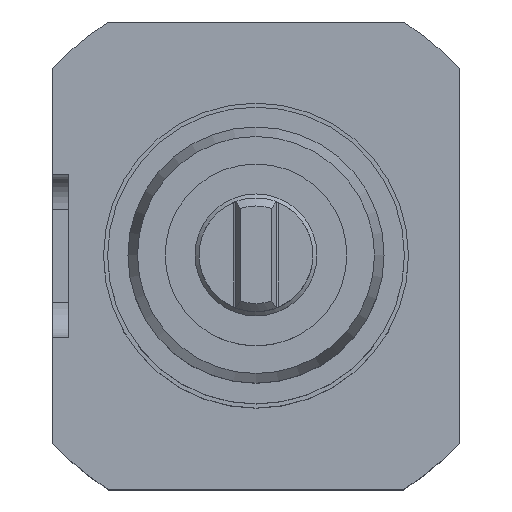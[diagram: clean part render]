
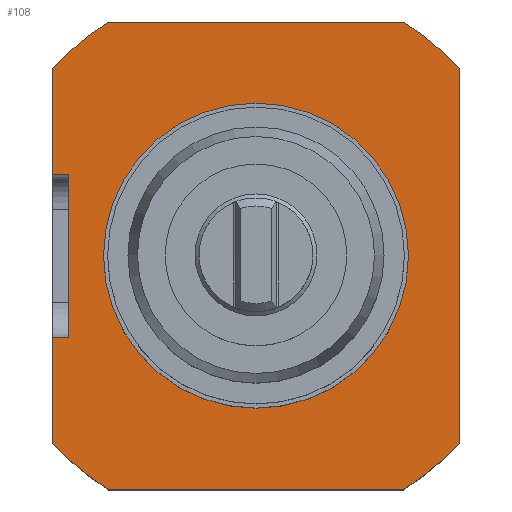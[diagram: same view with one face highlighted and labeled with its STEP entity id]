
A CAD part, top view. The second image highlights one B-rep face of the part: STEP entity #108.
In plain terms, the highlighted planar face has unit normal (0, 0, 1).
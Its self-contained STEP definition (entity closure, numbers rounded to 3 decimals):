
#108=ADVANCED_FACE('',(#294,#295),#169,.F.);
#169=PLANE('',#958);
#198=LINE('',#1369,#246);
#199=LINE('',#1372,#247);
#200=LINE('',#1376,#248);
#201=LINE('',#1380,#249);
#202=LINE('',#1384,#250);
#203=LINE('',#1388,#251);
#204=LINE('',#1390,#252);
#205=LINE('',#1392,#253);
#246=VECTOR('',#1080,1.);
#247=VECTOR('',#1081,1.);
#248=VECTOR('',#1084,1.);
#249=VECTOR('',#1087,1.);
#250=VECTOR('',#1090,1.);
#251=VECTOR('',#1093,1.);
#252=VECTOR('',#1094,1.);
#253=VECTOR('',#1095,1.);
#294=FACE_BOUND('',#352,.T.);
#295=FACE_BOUND('',#353,.T.);
#352=EDGE_LOOP('',(#442));
#353=EDGE_LOOP('',(#443,#444,#445,#446,#447,#448,#449,#450,#451,#452,#453,
#454));
#442=ORIENTED_EDGE('',*,*,#751,.F.);
#443=ORIENTED_EDGE('',*,*,#752,.T.);
#444=ORIENTED_EDGE('',*,*,#753,.F.);
#445=ORIENTED_EDGE('',*,*,#754,.F.);
#446=ORIENTED_EDGE('',*,*,#755,.F.);
#447=ORIENTED_EDGE('',*,*,#756,.F.);
#448=ORIENTED_EDGE('',*,*,#757,.F.);
#449=ORIENTED_EDGE('',*,*,#758,.F.);
#450=ORIENTED_EDGE('',*,*,#759,.F.);
#451=ORIENTED_EDGE('',*,*,#760,.F.);
#452=ORIENTED_EDGE('',*,*,#761,.F.);
#453=ORIENTED_EDGE('',*,*,#762,.F.);
#454=ORIENTED_EDGE('',*,*,#763,.T.);
#668=VERTEX_POINT('',#1368);
#669=VERTEX_POINT('',#1370);
#670=VERTEX_POINT('',#1371);
#671=VERTEX_POINT('',#1373);
#672=VERTEX_POINT('',#1375);
#673=VERTEX_POINT('',#1377);
#674=VERTEX_POINT('',#1379);
#675=VERTEX_POINT('',#1381);
#676=VERTEX_POINT('',#1383);
#677=VERTEX_POINT('',#1385);
#678=VERTEX_POINT('',#1387);
#679=VERTEX_POINT('',#1389);
#680=VERTEX_POINT('',#1391);
#751=EDGE_CURVE('',#668,#668,#864,.T.);
#752=EDGE_CURVE('',#669,#670,#198,.T.);
#753=EDGE_CURVE('',#671,#670,#199,.T.);
#754=EDGE_CURVE('',#672,#671,#865,.T.);
#755=EDGE_CURVE('',#673,#672,#200,.T.);
#756=EDGE_CURVE('',#674,#673,#866,.T.);
#757=EDGE_CURVE('',#675,#674,#201,.T.);
#758=EDGE_CURVE('',#676,#675,#867,.T.);
#759=EDGE_CURVE('',#677,#676,#202,.T.);
#760=EDGE_CURVE('',#678,#677,#868,.T.);
#761=EDGE_CURVE('',#679,#678,#203,.T.);
#762=EDGE_CURVE('',#680,#679,#204,.T.);
#763=EDGE_CURVE('',#680,#669,#205,.T.);
#864=CIRCLE('',#953,37.5);
#865=CIRCLE('',#954,68.);
#866=CIRCLE('',#955,68.);
#867=CIRCLE('',#956,68.);
#868=CIRCLE('',#957,68.);
#953=AXIS2_PLACEMENT_3D('',#1367,#1078,#1079);
#954=AXIS2_PLACEMENT_3D('',#1374,#1082,#1083);
#955=AXIS2_PLACEMENT_3D('',#1378,#1085,#1086);
#956=AXIS2_PLACEMENT_3D('',#1382,#1088,#1089);
#957=AXIS2_PLACEMENT_3D('',#1386,#1091,#1092);
#958=AXIS2_PLACEMENT_3D('',#1393,#1096,#1097);
#1078=DIRECTION('',(0.,0.,1.));
#1079=DIRECTION('',(-1.,0.,0.));
#1080=DIRECTION('',(-1.,0.,0.));
#1081=DIRECTION('',(0.,1.,0.));
#1082=DIRECTION('',(0.,0.,-1.));
#1083=DIRECTION('',(1.,0.,0.));
#1084=DIRECTION('',(-1.,0.,0.));
#1085=DIRECTION('',(0.,0.,-1.));
#1086=DIRECTION('',(1.,0.,0.));
#1087=DIRECTION('',(0.,-1.,0.));
#1088=DIRECTION('',(0.,0.,-1.));
#1089=DIRECTION('',(1.,0.,0.));
#1090=DIRECTION('',(1.,0.,0.));
#1091=DIRECTION('',(0.,0.,-1.));
#1092=DIRECTION('',(1.,0.,0.));
#1093=DIRECTION('',(0.,1.,0.));
#1094=DIRECTION('',(-1.,0.,0.));
#1095=DIRECTION('',(0.,-1.,0.));
#1096=DIRECTION('',(0.,0.,-1.));
#1097=DIRECTION('',(1.,0.,0.));
#1367=CARTESIAN_POINT('',(0.,0.,0.));
#1368=CARTESIAN_POINT('',(-37.5,0.,0.));
#1369=CARTESIAN_POINT('',(-46.,-20.,0.));
#1370=CARTESIAN_POINT('',(-46.,-20.,0.));
#1371=CARTESIAN_POINT('',(-50.,-20.,0.));
#1372=CARTESIAN_POINT('',(-50.,46.087,0.));
#1373=CARTESIAN_POINT('',(-50.,-46.087,0.));
#1374=CARTESIAN_POINT('',(0.,0.,
0.));
#1375=CARTESIAN_POINT('',(-36.301,-57.5,0.));
#1376=CARTESIAN_POINT('',(-36.301,-57.5,0.));
#1377=CARTESIAN_POINT('',(36.301,-57.5,0.));
#1378=CARTESIAN_POINT('',(0.,0.,0.));
#1379=CARTESIAN_POINT('',(50.,-46.087,0.));
#1380=CARTESIAN_POINT('',(50.,46.087,0.));
#1381=CARTESIAN_POINT('',(50.,46.087,0.));
#1382=CARTESIAN_POINT('',(0.,0.,
0.));
#1383=CARTESIAN_POINT('',(36.301,57.5,0.));
#1384=CARTESIAN_POINT('',(-36.301,57.5,0.));
#1385=CARTESIAN_POINT('',(-36.301,57.5,0.));
#1386=CARTESIAN_POINT('',(0.,0.,0.));
#1387=CARTESIAN_POINT('',(-50.,46.087,0.));
#1388=CARTESIAN_POINT('',(-50.,46.087,0.));
#1389=CARTESIAN_POINT('',(-50.,20.,0.));
#1390=CARTESIAN_POINT('',(-46.,20.,0.));
#1391=CARTESIAN_POINT('',(-46.,20.,0.));
#1392=CARTESIAN_POINT('',(-46.,-20.,0.));
#1393=CARTESIAN_POINT('',(0.,0.,0.));
